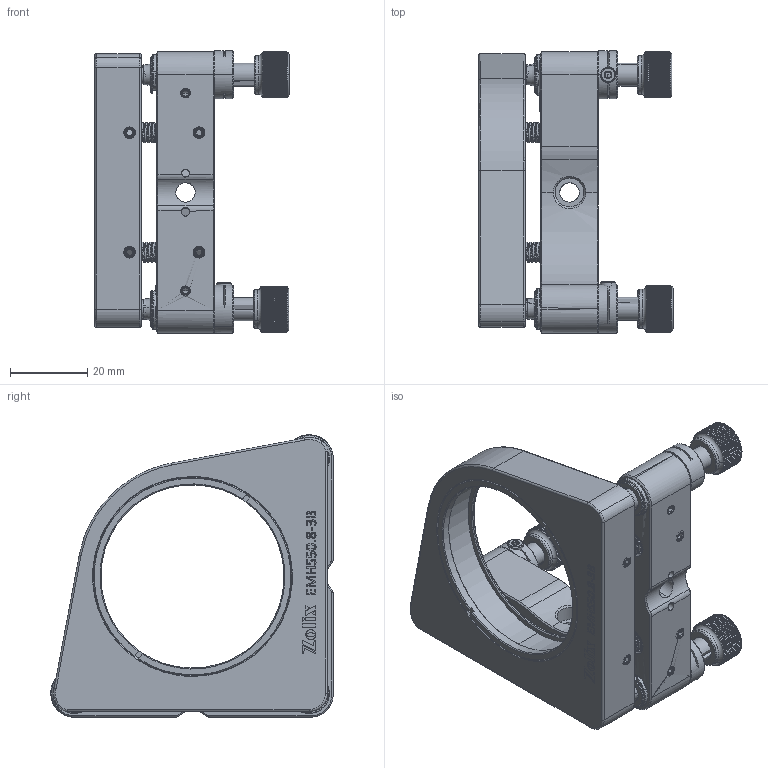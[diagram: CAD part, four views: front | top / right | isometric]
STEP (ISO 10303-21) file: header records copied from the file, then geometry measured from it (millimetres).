
FILE_DESCRIPTION (( 'STEP AP203' ), '1' );
FILE_NAME ('EMHS50.8-3B.STEP', '2025-06-17T03:24:57', ( '' ), ( '' ), 'SwSTEP 2.0', 'SolidWorks 2020', '' );
FILE_SCHEMA (( 'CONFIG_CONTROL_DESIGN' ));
Products named in the file (1): EMHS50.8-3B
Bounding box: 50.37 x 73.25 x 73.24 mm (x, y, z)
Surface area: 28347.8 mm2 (no closed solid volume)
Topology: 0 solids, 32 shells, 1299 faces, 3855 edges, 2588 vertices
Faces by surface type: plane 644, cylinder 375, cone 167, torus 81, bspline 20, sphere 12
Entity records: 68859 total; most frequent: CARTESIAN_POINT 41459, ORIENTED_EDGE 7372, EDGE_CURVE 3814, B_SPLINE_CURVE_WITH_KNOTS 3587, DIRECTION 2795, VERTEX_POINT 2588, EDGE_LOOP 1413, ADVANCED_FACE 1299
